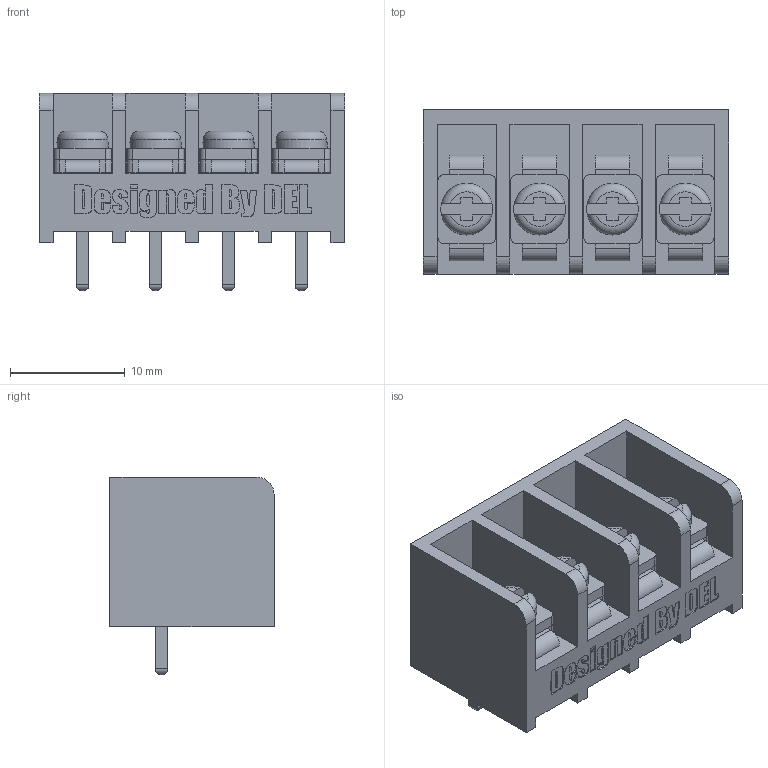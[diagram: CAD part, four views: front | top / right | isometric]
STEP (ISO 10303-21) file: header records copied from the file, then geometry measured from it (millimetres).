
FILE_DESCRIPTION(/* description */ (''),/* implementation_level */ '2;1');
FILE_NAME(/* name */ '',/* time_stamp */ '2023-12-26T16:15:18+08:00',/* author */ (''),/* organization */ (''),/* preprocessor_version */ 'ST-DEVELOPER v20',/* originating_system */ 'Autodesk Translation Framework v12.14.0.127',/* authorisation */ '');
FILE_SCHEMA (('AUTOMOTIVE_DESIGN { 1 0 10303 214 3 1 1 }'));
Length unit declared in the file: millimetre
Products named in the file (5): 接线端子PATCH6.35-4P; 零部件1; 零部件2; 零部件3; 零部件4
Assembly tree (13 placements, depth 2):
  接线端子PATCH6.35-4P
    零部件1
    零部件2  x4
    零部件3  x4
    零部件4  x4
Bounding box: 26.6 x 14.3 x 17.2 mm (x, y, z)
Volume: 3088.2 mm3; surface area: 3966.1 mm2
Topology: 13 solids, 13 shells, 736 faces, 2033 edges, 1350 vertices
Faces by surface type: plane 344, bspline 307, cylinder 77, torus 8
Full cylindrical faces by diameter (mm): 3 x8, 4.5 x4
Entity records: 21040 total; most frequent: CARTESIAN_POINT 8444, ORIENTED_EDGE 3136, EDGE_CURVE 1568, DIRECTION 1538, VERTEX_POINT 1044, LINE 902, VECTOR 902, B_SPLINE_CURVE_WITH_KNOTS 618
